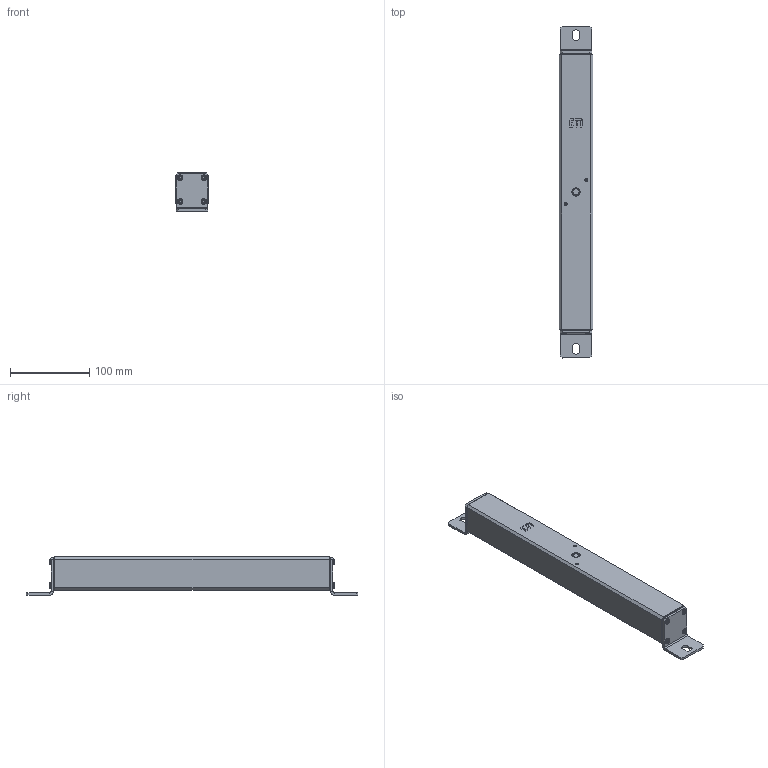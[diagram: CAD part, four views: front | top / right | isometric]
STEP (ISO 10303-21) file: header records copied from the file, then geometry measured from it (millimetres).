
FILE_DESCRIPTION((''),'2;1');
FILE_NAME('004735615_ASM','2022-08-09T13:24:06',('said.beganovic'),('Audax d.o.o.'),'CREO PARAMETRIC BY PTC INC, 2021304','CREO PARAMETRIC BY PTC INC, 2021304','');
FILE_SCHEMA(('AUTOMOTIVE_DESIGN { 1 0 10303 214 1 1 1 1 }'));
Length unit declared in the file: millimetre
Products named in the file (8): 0000039964; 0000039976; 0000039973; 0000039972; 0000037877; 0000043213; 0000011599; 004735615_ASM
Assembly tree (16 placements, depth 2):
  004735615_ASM
    0000039964
    0000039976  x2
    0000039973
    0000039972
    0000037877
    0000043213  x8
    0000011599  x2
Bounding box: 42 x 418 x 48 mm (x, y, z)
Volume: 623900.3 mm3; surface area: 85253.8 mm2
Topology: 16 solids, 26 shells, 868 faces, 2252 edges, 1414 vertices
Faces by surface type: cylinder 460, bspline 136, plane 130, cone 72, torus 54, sphere 16
Entity records: 22674 total; most frequent: CARTESIAN_POINT 6006, DIRECTION 2020, ORIENTED_EDGE 1864, PRESENTATION_STYLE_ASSIGNMENT 1214, STYLED_ITEM 1163, CURVE_STYLE 952, EDGE_CURVE 952, AXIS2_PLACEMENT_3D 790
